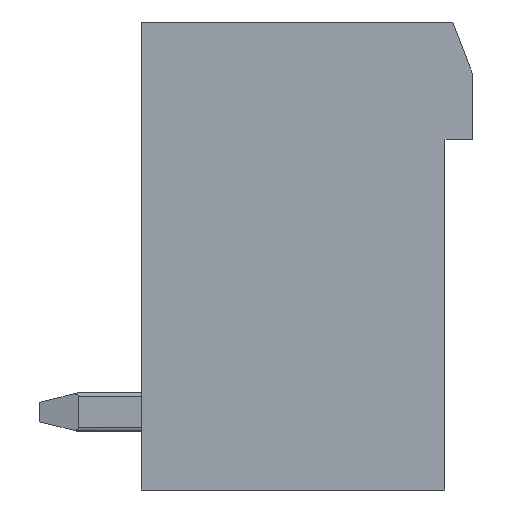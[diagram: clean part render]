
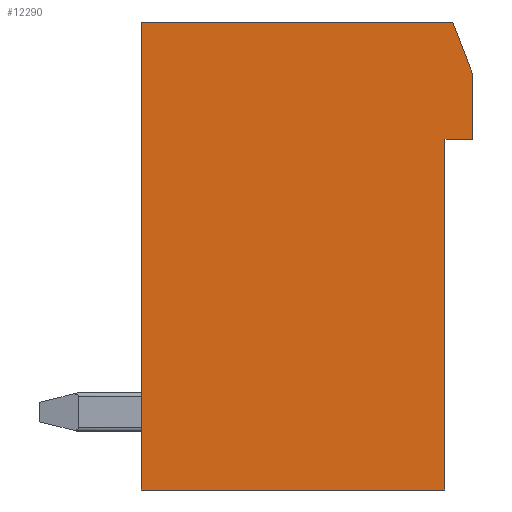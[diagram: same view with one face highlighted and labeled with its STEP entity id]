
A CAD part, left-side view. The second image highlights one B-rep face of the part: STEP entity #12290.
In plain terms, the highlighted planar face has unit normal (-1, 0, 0).
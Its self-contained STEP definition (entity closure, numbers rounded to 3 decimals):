
#409=LINE('',#16983,#1756);
#417=LINE('',#16999,#1764);
#427=LINE('',#17022,#1774);
#798=LINE('',#17876,#2145);
#810=LINE('',#17891,#2157);
#811=LINE('',#17893,#2158);
#814=LINE('',#17899,#2161);
#1756=VECTOR('',#13632,1000.);
#1764=VECTOR('',#13644,1000.);
#1774=VECTOR('',#13658,1000.);
#2145=VECTOR('',#14231,1000.);
#2157=VECTOR('',#14245,1000.);
#2158=VECTOR('',#14248,1000.);
#2161=VECTOR('',#14253,1000.);
#5176=ORIENTED_EDGE('',*,*,#6675,.T.);
#5177=ORIENTED_EDGE('',*,*,#6667,.T.);
#5178=ORIENTED_EDGE('',*,*,#7106,.T.);
#5179=ORIENTED_EDGE('',*,*,#6686,.T.);
#5180=ORIENTED_EDGE('',*,*,#7122,.T.);
#5181=ORIENTED_EDGE('',*,*,#7119,.T.);
#5182=ORIENTED_EDGE('',*,*,#7118,.T.);
#6667=EDGE_CURVE('',#8446,#8445,#409,.T.);
#6675=EDGE_CURVE('',#8451,#8446,#417,.T.);
#6686=EDGE_CURVE('',#8463,#8462,#427,.T.);
#7106=EDGE_CURVE('',#8445,#8463,#798,.T.);
#7118=EDGE_CURVE('',#8806,#8451,#810,.T.);
#7119=EDGE_CURVE('',#8807,#8806,#811,.T.);
#7122=EDGE_CURVE('',#8462,#8807,#814,.T.);
#8445=VERTEX_POINT('',#16982);
#8446=VERTEX_POINT('',#16984);
#8451=VERTEX_POINT('',#16997);
#8462=VERTEX_POINT('',#17021);
#8463=VERTEX_POINT('',#17023);
#8806=VERTEX_POINT('',#17881);
#8807=VERTEX_POINT('',#17894);
#10328=EDGE_LOOP('',(#5176,#5177,#5178,#5179,#5180,#5181,#5182));
#11085=FACE_BOUND('',#10328,.T.);
#11694=PLANE('',#13145);
#12290=ADVANCED_FACE('',(#11085),#11694,.T.);
#13145=AXIS2_PLACEMENT_3D('',#19275,#15560,#15561);
#13632=DIRECTION('',(0.,1.,0.));
#13644=DIRECTION('',(0.,0.359,0.933));
#13658=DIRECTION('',(0.,-1.,0.));
#14231=DIRECTION('',(0.,0.,-1.));
#14245=DIRECTION('',(0.,0.,1.));
#14248=DIRECTION('',(0.,-1.,0.));
#14253=DIRECTION('',(0.,0.,1.));
#15560=DIRECTION('',(-1.,0.,0.));
#15561=DIRECTION('',(0.,0.,1.));
#16982=CARTESIAN_POINT('',(-20.,8.5,6.));
#16983=CARTESIAN_POINT('',(-20.,0.5,6.));
#16984=CARTESIAN_POINT('',(-20.,0.5,6.));
#16997=CARTESIAN_POINT('',(-20.,0.,4.7));
#16999=CARTESIAN_POINT('',(-20.,0.,4.7));
#17021=CARTESIAN_POINT('',(-20.,0.7,-6.));
#17022=CARTESIAN_POINT('',(-20.,8.5,-6.));
#17023=CARTESIAN_POINT('',(-20.,8.5,-6.));
#17876=CARTESIAN_POINT('',(-20.,8.5,6.));
#17881=CARTESIAN_POINT('',(-20.,0.,3.));
#17891=CARTESIAN_POINT('',(-20.,0.,3.));
#17893=CARTESIAN_POINT('',(-20.,0.7,3.));
#17894=CARTESIAN_POINT('',(-20.,0.7,3.));
#17899=CARTESIAN_POINT('',(-20.,0.7,-6.));
#19275=CARTESIAN_POINT('',(-20.,0.,0.));
